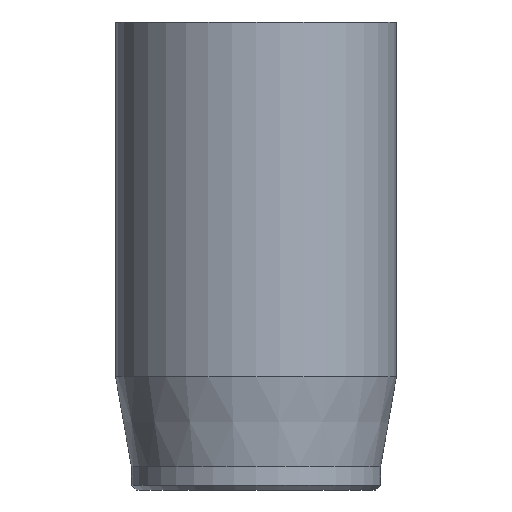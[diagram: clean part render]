
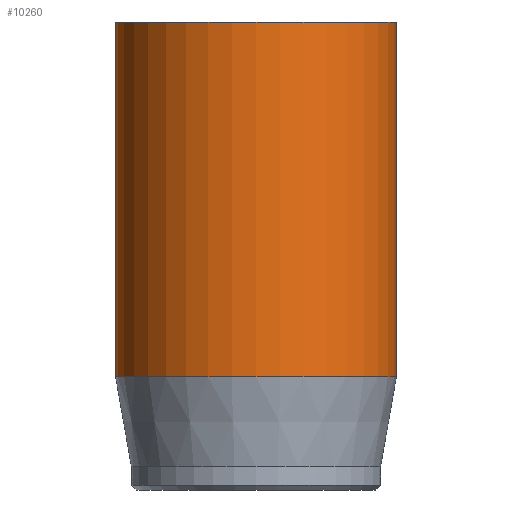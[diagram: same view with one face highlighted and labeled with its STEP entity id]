
A CAD part, front view. The second image highlights one B-rep face of the part: STEP entity #10260.
In plain terms, the highlighted cylindrical face has radius 3 mm (diameter 6 mm), a full revolution.
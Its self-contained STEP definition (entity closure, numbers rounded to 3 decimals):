
#38=CYLINDRICAL_SURFACE('',#10740,3.);
#55=CIRCLE('',#10713,3.);
#67=CIRCLE('',#10738,3.);
#68=CIRCLE('',#10739,3.);
#629=FACE_OUTER_BOUND('',#1225,.T.);
#1225=EDGE_LOOP('',(#8054,#8055,#8056,#8057,#8058));
#1942=LINE('',#16285,#2776);
#2776=VECTOR('',#11527,3.);
#4407=VERTEX_POINT('',#16236);
#4419=VERTEX_POINT('',#16279);
#4420=VERTEX_POINT('',#16280);
#5700=EDGE_CURVE('',#4407,#4407,#55,.T.);
#5718=EDGE_CURVE('',#4419,#4420,#67,.T.);
#5719=EDGE_CURVE('',#4420,#4419,#68,.T.);
#5721=EDGE_CURVE('',#4407,#4419,#1942,.T.);
#8054=ORIENTED_EDGE('',*,*,#5700,.T.);
#8055=ORIENTED_EDGE('',*,*,#5721,.T.);
#8056=ORIENTED_EDGE('',*,*,#5718,.T.);
#8057=ORIENTED_EDGE('',*,*,#5719,.T.);
#8058=ORIENTED_EDGE('',*,*,#5721,.F.);
#10260=ADVANCED_FACE('',(#629),#38,.T.);
#10713=AXIS2_PLACEMENT_3D('',#16237,#11464,#11465);
#10738=AXIS2_PLACEMENT_3D('',#16281,#11520,#11521);
#10739=AXIS2_PLACEMENT_3D('',#16282,#11522,#11523);
#10740=AXIS2_PLACEMENT_3D('',#16284,#11525,#11526);
#11464=DIRECTION('center_axis',(0.,0.,-1.));
#11465=DIRECTION('ref_axis',(-1.,0.,0.));
#11520=DIRECTION('center_axis',(0.,0.,1.));
#11521=DIRECTION('ref_axis',(-1.,0.,0.));
#11522=DIRECTION('center_axis',(0.,0.,1.));
#11523=DIRECTION('ref_axis',(-1.,0.,0.));
#11525=DIRECTION('center_axis',(0.,0.,1.));
#11526=DIRECTION('ref_axis',(-1.,0.,0.));
#11527=DIRECTION('',(0.,0.,-1.));
#16236=CARTESIAN_POINT('',(3.,0.,10.));
#16237=CARTESIAN_POINT('Origin',(0.,0.,10.));
#16279=CARTESIAN_POINT('',(3.,0.,2.418));
#16280=CARTESIAN_POINT('',(-3.,0.,2.418));
#16281=CARTESIAN_POINT('Origin',(0.,0.,2.418));
#16282=CARTESIAN_POINT('Origin',(0.,0.,2.418));
#16284=CARTESIAN_POINT('Origin',(0.,0.,0.));
#16285=CARTESIAN_POINT('',(3.,0.,0.));
